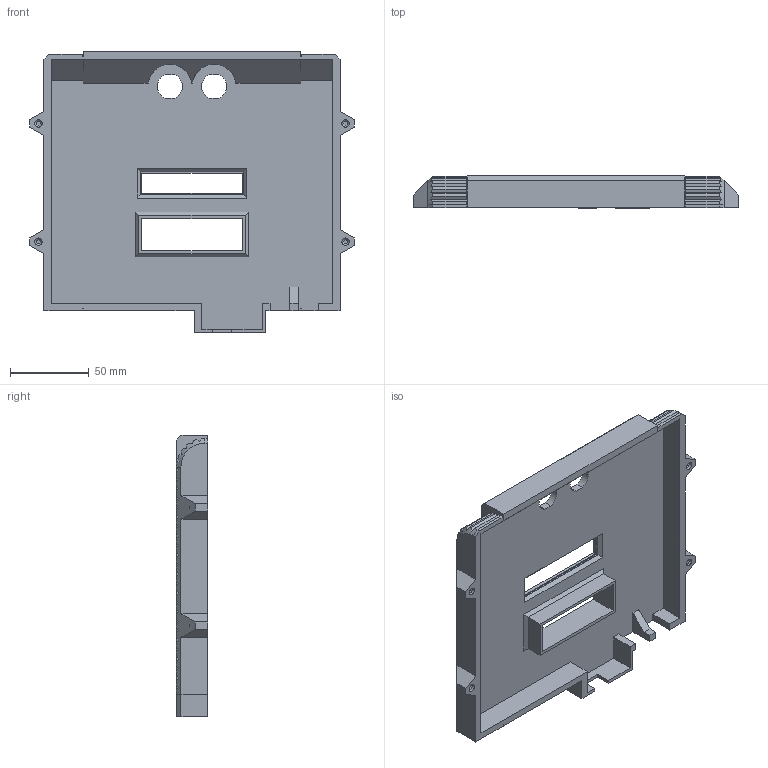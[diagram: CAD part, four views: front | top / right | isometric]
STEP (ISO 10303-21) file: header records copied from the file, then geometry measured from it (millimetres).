
FILE_DESCRIPTION(/* description */ (''),/* implementation_level */ '2;1');
FILE_NAME(/* name */ 'top-shell.step',/* time_stamp */ '2025-11-14T03:04:01-05:00',/* author */ (''),/* organization */ (''),/* preprocessor_version */ 'ST-DEVELOPER v20.1',/* originating_system */ 'Autodesk Translation Framework v14.10.0.0',/* authorisation */ '');
FILE_SCHEMA (('AUTOMOTIVE_DESIGN { 1 0 10303 214 3 1 1 }'));
Length unit declared in the file: millimetre
Products named in the file (2): v3-mockup; Top Shell
Assembly tree (1 placements, depth 2):
  v3-mockup
    Top Shell
Bounding box: 205.8 x 20 x 178.41 mm (x, y, z)
Volume: 203974.3 mm3; surface area: 89987.4 mm2
Topology: 1 solids, 1 shells, 323 faces, 901 edges, 586 vertices
Faces by surface type: plane 289, cylinder 28, cone 6
Full cylindrical faces by diameter (mm): 2.7 x4, 4.7 x4
Entity records: 10231 total; most frequent: CARTESIAN_POINT 1853, ORIENTED_EDGE 1802, DIRECTION 1601, EDGE_CURVE 901, LINE 813, VECTOR 813, VERTEX_POINT 586, AXIS2_PLACEMENT_3D 394
